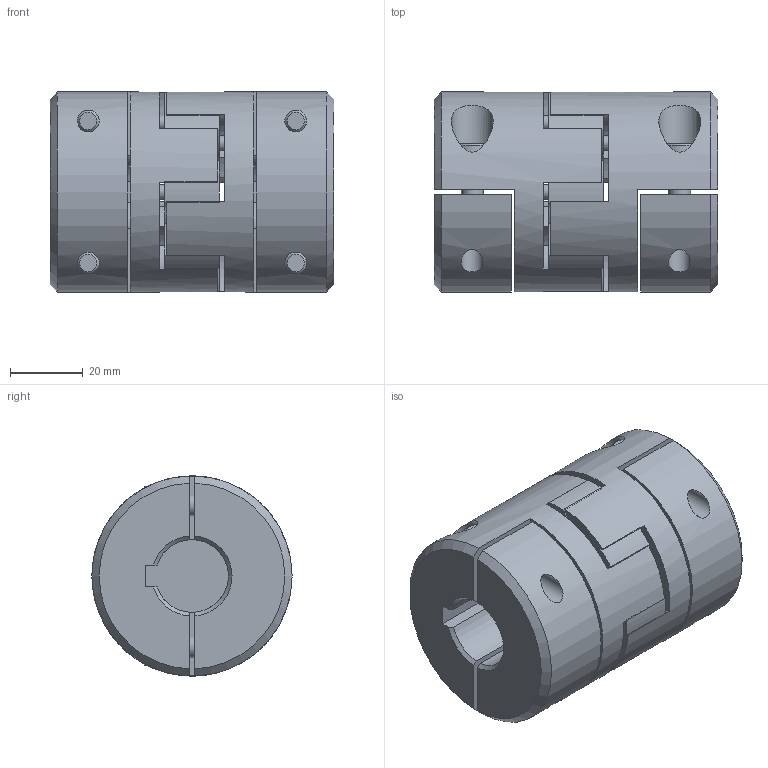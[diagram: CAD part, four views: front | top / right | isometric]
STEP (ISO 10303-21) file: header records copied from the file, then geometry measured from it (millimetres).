
FILE_DESCRIPTION(/* description */ ('STEP AP203'),/* implementation_level */ '2;1');
FILE_NAME(/* name */ 'KBE2H-24-N20-N20',/* time_stamp */ '2023-06-19T14:44:56+02:00',/* author */ ('License CC BY-ND 4.0'),/* organization */ ('CADENAS'),/* preprocessor_version */ 'ST-DEVELOPER v19.3',/* originating_system */ 'PARTsolutions',/* authorisation */ ' ');
FILE_SCHEMA (('CONFIG_CONTROL_DESIGN'));
Length unit declared in the file: millimetre
Products named in the file (1): KBE2H-24-N20-N20
Bounding box: 78 x 55 x 55 mm (x, y, z)
Volume: 149162 mm3; surface area: 40498.1 mm2
Topology: 1 solids, 1 shells, 226 faces, 642 edges, 402 vertices
Faces by surface type: plane 108, cylinder 92, cone 20, torus 6
Full cylindrical faces by diameter (mm): 4 x8, 6 x8, 6.5 x4, 10 x4, 11.5 x4, 55 x2
Entity records: 8846 total; most frequent: CARTESIAN_POINT 1423, DIRECTION 1294, ORIENTED_EDGE 1148, EDGE_CURVE 574, AXIS2_PLACEMENT_3D 525, VERTEX_POINT 382, FACE_BOUND 310, EDGE_LOOP 306
